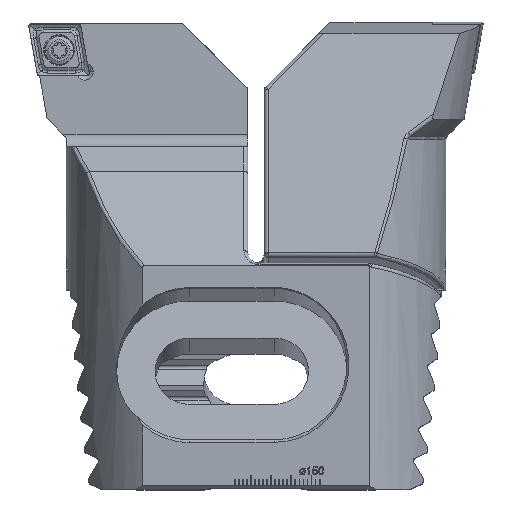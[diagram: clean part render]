
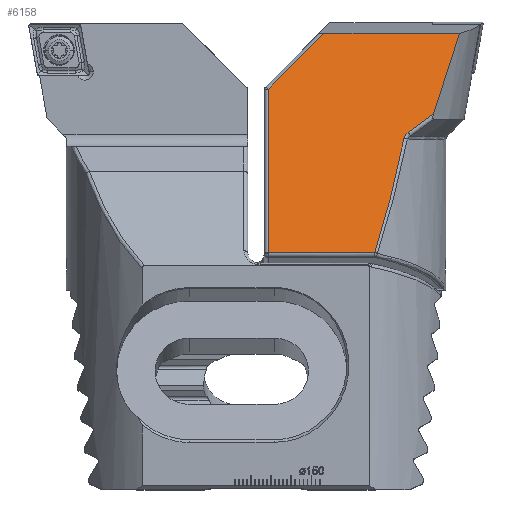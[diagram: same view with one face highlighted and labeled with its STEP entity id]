
A CAD part, top view. The second image highlights one B-rep face of the part: STEP entity #6158.
In plain terms, the highlighted face is planar.
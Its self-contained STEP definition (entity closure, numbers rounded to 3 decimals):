
#48 = AXIS2_PLACEMENT_3D ( 'NONE', #17592, #19644, #7279 ) ;
#300 = CARTESIAN_POINT ( 'NONE',  ( 18.823, -27.914, -28.415 ) ) ;
#627 = EDGE_CURVE ( 'NONE', #2369, #21582, #14858, .T. ) ;
#827 = EDGE_CURVE ( 'NONE', #21582, #7265, #19517, .T. ) ;
#843 = VERTEX_POINT ( 'NONE', #12041 ) ;
#1552 = VERTEX_POINT ( 'NONE', #6610 ) ;
#1884 = VERTEX_POINT ( 'NONE', #23642 ) ;
#1899 = ORIENTED_EDGE ( 'NONE', *, *, #827, .T. ) ;
#2115 = EDGE_CURVE ( 'NONE', #15225, #1552, #18971, .T. ) ;
#2369 = VERTEX_POINT ( 'NONE', #20153 ) ;
#2581 = ORIENTED_EDGE ( 'NONE', *, *, #15117, .F. ) ;
#2752 = CARTESIAN_POINT ( 'NONE',  ( 19.307, -28.477, -28.566 ) ) ;
#3083 = CARTESIAN_POINT ( 'NONE',  ( 5.868, -3.24, -21.804 ) ) ;
#3185 = ORIENTED_EDGE ( 'NONE', *, *, #16995, .F. ) ;
#3323 = CARTESIAN_POINT ( 'NONE',  ( 18.576, -27.741, -28.369 ) ) ;
#4249 = LINE ( 'NONE', #7556, #14650 ) ;
#4629 = DIRECTION ( 'NONE',  ( 0.695, -0.695, -0.186 ) ) ;
#4822 = CARTESIAN_POINT ( 'NONE',  ( 19.51, -28.871, -28.671 ) ) ;
#5332 = VECTOR ( 'NONE', #14675, 1000. ) ;
#5542 = CARTESIAN_POINT ( 'NONE',  ( 19.587, -29.155, -28.747 ) ) ;
#6158 = ADVANCED_FACE ( 'NONE', ( #16229 ), #7200, .F. ) ;
#6610 = CARTESIAN_POINT ( 'NONE',  ( 53.25, -57.496, -36.341 ) ) ;
#6891 = VERTEX_POINT ( 'NONE', #21392 ) ;
#6922 = CARTESIAN_POINT ( 'NONE',  ( 19.587, -29.155, -28.747 ) ) ;
#7200 = PLANE ( 'NONE',  #48 ) ;
#7265 = VERTEX_POINT ( 'NONE', #3083 ) ;
#7279 = DIRECTION ( 'NONE',  ( 0., -0.966, -0.259 ) ) ;
#7556 = CARTESIAN_POINT ( 'NONE',  ( 113.15, -57.496, -36.341 ) ) ;
#9185 = CARTESIAN_POINT ( 'NONE',  ( 14.347, -24.718, -27.559 ) ) ;
#9375 = CARTESIAN_POINT ( 'NONE',  ( 16.444, -26.252, -27.97 ) ) ;
#9575 = CARTESIAN_POINT ( 'NONE',  ( 26.846, -57.496, -36.341 ) ) ;
#9675 = DIRECTION ( 'NONE',  ( -1., 0., 0. ) ) ;
#10367 = ORIENTED_EDGE ( 'NONE', *, *, #627, .T. ) ;
#10480 = CARTESIAN_POINT ( 'NONE',  ( 12.275, -23.153, -27.139 ) ) ;
#10785 = B_SPLINE_CURVE_WITH_KNOTS ( 'NONE', 3,
 ( #12730, #300, #15176, #2752, #17260, #4822, #19300, #6922 ),
 .UNSPECIFIED., .F., .F.,
 ( 4, 2, 2, 4 ),
 ( 0., 0.001, 0.001, 0.002 ),
 .UNSPECIFIED. ) ;
#11307 = EDGE_CURVE ( 'NONE', #1884, #15225, #15038, .T. ) ;
#11944 = CARTESIAN_POINT ( 'NONE',  ( 5.868, -3.24, -21.804 ) ) ;
#11974 =( BOUNDED_CURVE ( )  B_SPLINE_CURVE ( 3, ( #9575, #21914, #17958, #5542 ),
 .UNSPECIFIED., .F., .F. ) 
 B_SPLINE_CURVE_WITH_KNOTS ( ( 4, 4 ),
 ( 3.835, 4.064 ),
 .UNSPECIFIED. ) 
 CURVE ( )  GEOMETRIC_REPRESENTATION_ITEM ( )  RATIONAL_B_SPLINE_CURVE ( ( 1., 0.996, 0.996, 1. ) ) 
 REPRESENTATION_ITEM ( '' )  );
#11983 = CARTESIAN_POINT ( 'NONE',  ( 7.934, -10.081, -23.636 ) ) ;
#11986 = ORIENTED_EDGE ( 'NONE', *, *, #2115, .T. ) ;
#12041 = CARTESIAN_POINT ( 'NONE',  ( 19.587, -29.155, -28.747 ) ) ;
#12730 = CARTESIAN_POINT ( 'NONE',  ( 18.576, -27.741, -28.369 ) ) ;
#12784 = CARTESIAN_POINT ( 'NONE',  ( 12.275, -23.153, -27.139 ) ) ;
#12997 = CARTESIAN_POINT ( 'NONE',  ( 10.072, -16.726, -25.417 ) ) ;
#13017 = EDGE_LOOP ( 'NONE', ( #10367, #1899, #3185, #16843, #11986, #20018, #21334, #2581 ) ) ;
#13764 = LINE ( 'NONE', #14419, #24049 ) ;
#14386 = VECTOR ( 'NONE', #4629, 1000. ) ;
#14419 = CARTESIAN_POINT ( 'NONE',  ( 113.15, -3.24, -21.804 ) ) ;
#14587 = CARTESIAN_POINT ( 'NONE',  ( 53.25, -2.353, -21.566 ) ) ;
#14650 = VECTOR ( 'NONE', #9675, 1000. ) ;
#14675 = DIRECTION ( 'NONE',  ( 0., -0.966, -0.259 ) ) ;
#14794 = CARTESIAN_POINT ( 'NONE',  ( 74.563, -38.355, -31.212 ) ) ;
#14858 = B_SPLINE_CURVE_WITH_KNOTS ( 'NONE', 3,
 ( #3323, #9375, #9185, #10480 ),
 .UNSPECIFIED., .F., .F.,
 ( 4, 4 ),
 ( 0., 0.008 ),
 .UNSPECIFIED. ) ;
#15038 = LINE ( 'NONE', #14794, #14386 ) ;
#15117 = EDGE_CURVE ( 'NONE', #2369, #843, #10785, .T. ) ;
#15176 = CARTESIAN_POINT ( 'NONE',  ( 19.043, -28.121, -28.47 ) ) ;
#15225 = VERTEX_POINT ( 'NONE', #17591 ) ;
#16229 = FACE_OUTER_BOUND ( 'NONE', #13017, .T. ) ;
#16289 = EDGE_CURVE ( 'NONE', #6891, #843, #11974, .T. ) ;
#16499 = DIRECTION ( 'NONE',  ( -1., 0., 0. ) ) ;
#16843 = ORIENTED_EDGE ( 'NONE', *, *, #11307, .T. ) ;
#16995 = EDGE_CURVE ( 'NONE', #1884, #7265, #13764, .T. ) ;
#17260 = CARTESIAN_POINT ( 'NONE',  ( 19.385, -28.605, -28.6 ) ) ;
#17591 = CARTESIAN_POINT ( 'NONE',  ( 53.25, -17.042, -25.502 ) ) ;
#17592 = CARTESIAN_POINT ( 'NONE',  ( 113.15, -2.353, -21.566 ) ) ;
#17958 = CARTESIAN_POINT ( 'NONE',  ( 21.711, -39.617, -31.551 ) ) ;
#18971 = LINE ( 'NONE', #14587, #5332 ) ;
#19300 = CARTESIAN_POINT ( 'NONE',  ( 19.557, -29.01, -28.709 ) ) ;
#19517 =( BOUNDED_CURVE ( )  B_SPLINE_CURVE ( 3, ( #12784, #12997, #11983, #11944 ),
 .UNSPECIFIED., .F., .F. ) 
 B_SPLINE_CURVE_WITH_KNOTS ( ( 4, 4 ),
 ( 4.21, 4.326 ),
 .UNSPECIFIED. ) 
 CURVE ( )  GEOMETRIC_REPRESENTATION_ITEM ( )  RATIONAL_B_SPLINE_CURVE ( ( 1., 0.999, 0.999, 1. ) ) 
 REPRESENTATION_ITEM ( '' )  );
#19644 = DIRECTION ( 'NONE',  ( 0., -0.259, 0.966 ) ) ;
#20018 = ORIENTED_EDGE ( 'NONE', *, *, #21612, .T. ) ;
#20153 = CARTESIAN_POINT ( 'NONE',  ( 18.576, -27.741, -28.369 ) ) ;
#21334 = ORIENTED_EDGE ( 'NONE', *, *, #16289, .T. ) ;
#21392 = CARTESIAN_POINT ( 'NONE',  ( 26.846, -57.496, -36.341 ) ) ;
#21582 = VERTEX_POINT ( 'NONE', #21926 ) ;
#21612 = EDGE_CURVE ( 'NONE', #1552, #6891, #4249, .T. ) ;
#21914 = CARTESIAN_POINT ( 'NONE',  ( 24.141, -49.105, -34.093 ) ) ;
#21926 = CARTESIAN_POINT ( 'NONE',  ( 12.275, -23.153, -27.139 ) ) ;
#23642 = CARTESIAN_POINT ( 'NONE',  ( 39.449, -3.24, -21.804 ) ) ;
#24049 = VECTOR ( 'NONE', #16499, 1000. ) ;
